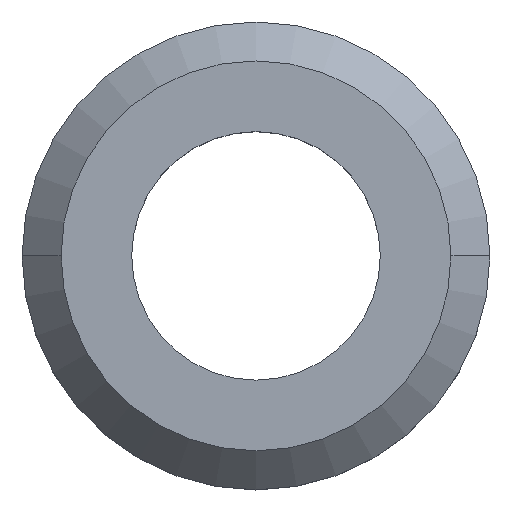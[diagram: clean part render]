
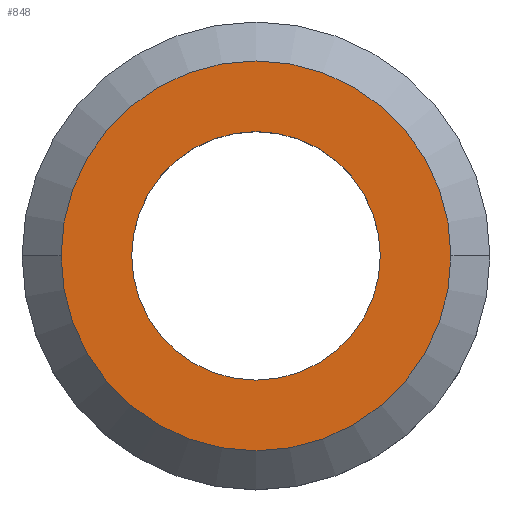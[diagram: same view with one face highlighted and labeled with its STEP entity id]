
A CAD part, top view. The second image highlights one B-rep face of the part: STEP entity #848.
In plain terms, the highlighted planar face has unit normal (0, 0, 1).
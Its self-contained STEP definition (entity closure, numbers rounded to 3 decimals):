
#110 = CARTESIAN_POINT ( 'NONE',  ( 4., 0., 12.3 ) ) ;
#162 = EDGE_CURVE ( 'NONE', #558, #278, #1075, .T. ) ;
#190 = ORIENTED_EDGE ( 'NONE', *, *, #767, .F. ) ;
#202 = CARTESIAN_POINT ( 'NONE',  ( 2.55, 0., 12.3 ) ) ;
#233 = VERTEX_POINT ( 'NONE', #202 ) ;
#235 = EDGE_LOOP ( 'NONE', ( #735, #1315 ) ) ;
#259 = VERTEX_POINT ( 'NONE', #1281 ) ;
#267 = AXIS2_PLACEMENT_3D ( 'NONE', #1027, #1550, #1068 ) ;
#278 = VERTEX_POINT ( 'NONE', #110 ) ;
#343 = CARTESIAN_POINT ( 'NONE',  ( -4., 0., 12.3 ) ) ;
#438 = CARTESIAN_POINT ( 'NONE',  ( 0., 0., 12.3 ) ) ;
#445 = CARTESIAN_POINT ( 'NONE',  ( 0., 0., 12.3 ) ) ;
#558 = VERTEX_POINT ( 'NONE', #343 ) ;
#559 = DIRECTION ( 'NONE',  ( 1., 0., 0. ) ) ;
#565 = DIRECTION ( 'NONE',  ( 1., 0., 0. ) ) ;
#618 = ORIENTED_EDGE ( 'NONE', *, *, #901, .F. ) ;
#665 = DIRECTION ( 'NONE',  ( 0., 0., 1. ) ) ;
#735 = ORIENTED_EDGE ( 'NONE', *, *, #162, .T. ) ;
#749 = AXIS2_PLACEMENT_3D ( 'NONE', #1145, #665, #1502 ) ;
#760 = DIRECTION ( 'NONE',  ( 1., 0., 0. ) ) ;
#763 = CIRCLE ( 'NONE', #1508, 2.55 ) ;
#767 = EDGE_CURVE ( 'NONE', #233, #259, #763, .T. ) ;
#848 = ADVANCED_FACE ( 'NONE', ( #884, #937 ), #882, .T. ) ;
#854 = CIRCLE ( 'NONE', #1168, 4. ) ;
#866 = EDGE_CURVE ( 'NONE', #278, #558, #854, .T. ) ;
#882 = PLANE ( 'NONE',  #749 ) ;
#884 = FACE_BOUND ( 'NONE', #1569, .T. ) ;
#901 = EDGE_CURVE ( 'NONE', #259, #233, #1469, .T. ) ;
#937 = FACE_OUTER_BOUND ( 'NONE', #235, .T. ) ;
#1027 = CARTESIAN_POINT ( 'NONE',  ( 0., 0., 12.3 ) ) ;
#1068 = DIRECTION ( 'NONE',  ( 1., 0., 0. ) ) ;
#1075 = CIRCLE ( 'NONE', #267, 4. ) ;
#1076 = DIRECTION ( 'NONE',  ( 0., 0., 1. ) ) ;
#1145 = CARTESIAN_POINT ( 'NONE',  ( 0., 0., 12.3 ) ) ;
#1168 = AXIS2_PLACEMENT_3D ( 'NONE', #438, #1277, #559 ) ;
#1277 = DIRECTION ( 'NONE',  ( 0., 0., 1. ) ) ;
#1281 = CARTESIAN_POINT ( 'NONE',  ( -2.55, 0., 12.3 ) ) ;
#1285 = DIRECTION ( 'NONE',  ( 0., 0., 1. ) ) ;
#1315 = ORIENTED_EDGE ( 'NONE', *, *, #866, .T. ) ;
#1333 = AXIS2_PLACEMENT_3D ( 'NONE', #445, #1285, #565 ) ;
#1420 = CARTESIAN_POINT ( 'NONE',  ( 0., 0., 12.3 ) ) ;
#1469 = CIRCLE ( 'NONE', #1333, 2.55 ) ;
#1502 = DIRECTION ( 'NONE',  ( 1., 0., 0. ) ) ;
#1508 = AXIS2_PLACEMENT_3D ( 'NONE', #1420, #1076, #760 ) ;
#1550 = DIRECTION ( 'NONE',  ( 0., 0., 1. ) ) ;
#1569 = EDGE_LOOP ( 'NONE', ( #190, #618 ) ) ;
